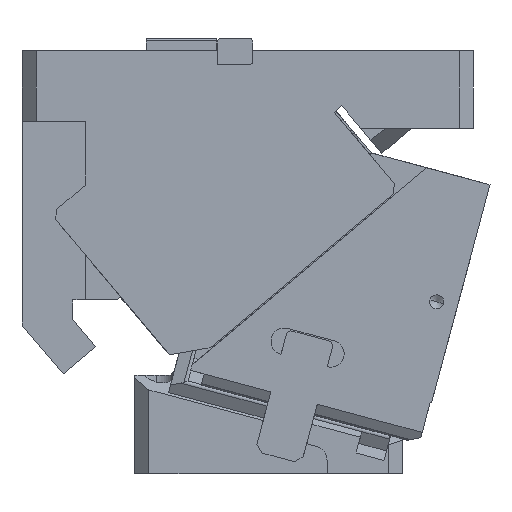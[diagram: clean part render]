
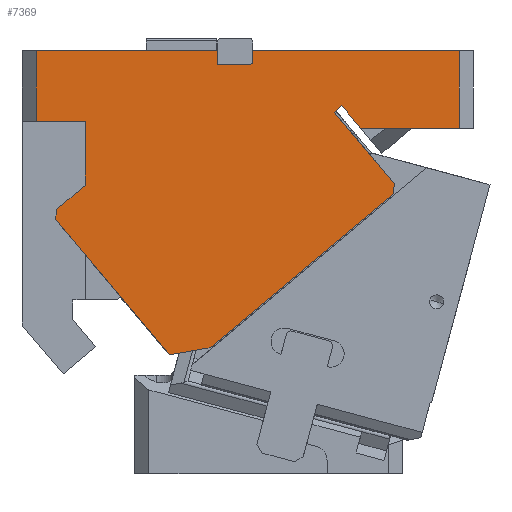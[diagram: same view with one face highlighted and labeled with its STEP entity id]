
A CAD part, front view. The second image highlights one B-rep face of the part: STEP entity #7369.
In plain terms, the highlighted planar face has unit normal (0, -1, 0).
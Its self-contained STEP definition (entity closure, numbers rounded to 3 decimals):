
#524=CARTESIAN_POINT('Vertex',(-310.,-110.,185.)) ;
#527=CARTESIAN_POINT('Line Origine',(-245.75,-110.,185.)) ;
#531=CARTESIAN_POINT('Vertex',(-181.5,-110.,185.)) ;
#809=CARTESIAN_POINT('Vertex',(-310.,-110.,135.)) ;
#812=CARTESIAN_POINT('Line Origine',(-310.,-110.,160.)) ;
#901=CARTESIAN_POINT('Vertex',(-275.,-110.,89.725)) ;
#904=CARTESIAN_POINT('Line Origine',(-275.,-110.,112.363)) ;
#908=CARTESIAN_POINT('Vertex',(-275.,-110.,135.)) ;
#1446=CARTESIAN_POINT('Vertex',(-295.508,-110.,72.517)) ;
#1449=CARTESIAN_POINT('Line Origine',(-285.254,-110.,81.121)) ;
#2009=CARTESIAN_POINT('Vertex',(-79.919,-110.,130.)) ;
#2012=CARTESIAN_POINT('Line Origine',(-86.602,-110.,137.964)) ;
#2016=CARTESIAN_POINT('Vertex',(-93.285,-110.,145.929)) ;
#2454=CARTESIAN_POINT('Vertex',(-296.124,-110.,65.473)) ;
#2457=CARTESIAN_POINT('Line Origine',(-295.816,-110.,68.995)) ;
#4406=CARTESIAN_POINT('Vertex',(-10.,-110.,130.)) ;
#4420=CARTESIAN_POINT('Vertex',(-10.,-110.,185.)) ;
#4423=CARTESIAN_POINT('Line Origine',(-10.,-110.,157.5)) ;
#4488=CARTESIAN_POINT('Vertex',(-98.724,-110.,141.365)) ;
#4491=CARTESIAN_POINT('Line Origine',(-77.431,-110.,115.99)) ;
#4495=CARTESIAN_POINT('Vertex',(-56.139,-110.,90.614)) ;
#4525=CARTESIAN_POINT('Vertex',(-186.737,-110.,-25.498)) ;
#4541=CARTESIAN_POINT('Vertex',(-56.755,-110.,83.57)) ;
#4544=CARTESIAN_POINT('Line Origine',(-121.746,-110.,29.036)) ;
#5827=CARTESIAN_POINT('Line Origine',(-56.17,-110.,90.262)) ;
#5831=CARTESIAN_POINT('Vertex',(-56.201,-110.,89.91)) ;
#5834=CARTESIAN_POINT('Line Origine',(-56.478,-110.,86.74)) ;
#5859=CARTESIAN_POINT('Vertex',(-159.484,-110.,175.)) ;
#5862=CARTESIAN_POINT('Line Origine',(-157.992,-110.,175.543)) ;
#5866=CARTESIAN_POINT('Vertex',(-156.5,-110.,176.086)) ;
#5886=CARTESIAN_POINT('Line Origine',(-201.134,-110.,-28.036)) ;
#5890=CARTESIAN_POINT('Vertex',(-215.531,-110.,-30.575)) ;
#6697=CARTESIAN_POINT('Line Origine',(-156.5,-110.,180.543)) ;
#6701=CARTESIAN_POINT('Vertex',(-156.5,-110.,185.)) ;
#6738=CARTESIAN_POINT('Vertex',(-181.5,-110.,175.)) ;
#6741=CARTESIAN_POINT('Line Origine',(-170.492,-110.,175.)) ;
#6794=CARTESIAN_POINT('Line Origine',(-96.004,-110.,143.647)) ;
#6957=CARTESIAN_POINT('Line Origine',(-44.96,-110.,130.)) ;
#7001=CARTESIAN_POINT('Line Origine',(-83.25,-110.,185.)) ;
#7137=CARTESIAN_POINT('Line Origine',(-255.828,-110.,17.449)) ;
#7324=CARTESIAN_POINT('Line Origine',(-181.5,-110.,180.)) ;
#7336=CARTESIAN_POINT('Axis2P3D Location',(-94.419,-110.,14.11)) ;
#7341=CARTESIAN_POINT('Line Origine',(-292.5,-110.,135.)) ;
#528=DIRECTION('Vector Direction',(-1.,0.,0.)) ;
#813=DIRECTION('Vector Direction',(0.,0.,-1.)) ;
#905=DIRECTION('Vector Direction',(0.,0.,-1.)) ;
#1450=DIRECTION('Vector Direction',(-0.766,0.,-0.643)) ;
#2013=DIRECTION('Vector Direction',(0.643,0.,-0.766)) ;
#2458=DIRECTION('Vector Direction',(-0.087,0.,-0.996)) ;
#4424=DIRECTION('Vector Direction',(0.,0.,1.)) ;
#4492=DIRECTION('Vector Direction',(-0.643,0.,0.766)) ;
#4545=DIRECTION('Vector Direction',(0.766,0.,0.643)) ;
#5828=DIRECTION('Vector Direction',(-0.087,0.,-0.996)) ;
#5835=DIRECTION('Vector Direction',(0.087,0.,0.996)) ;
#5863=DIRECTION('Vector Direction',(0.94,0.,0.342)) ;
#5887=DIRECTION('Vector Direction',(-0.985,0.,-0.174)) ;
#6698=DIRECTION('Vector Direction',(0.,0.,-1.)) ;
#6742=DIRECTION('Vector Direction',(-1.,0.,0.)) ;
#6795=DIRECTION('Vector Direction',(-0.766,0.,-0.643)) ;
#6958=DIRECTION('Vector Direction',(1.,0.,0.)) ;
#7002=DIRECTION('Vector Direction',(-1.,0.,0.)) ;
#7138=DIRECTION('Vector Direction',(-0.643,0.,0.766)) ;
#7325=DIRECTION('Vector Direction',(0.,0.,-1.)) ;
#7337=DIRECTION('Axis2P3D Direction',(0.,1.,0.)) ;
#7338=DIRECTION('Axis2P3D XDirection',(0.766,0.,0.643)) ;
#7342=DIRECTION('Vector Direction',(1.,0.,0.)) ;
#7339=AXIS2_PLACEMENT_3D('Plane Axis2P3D',#7336,#7337,#7338) ;
#7347=ORIENTED_EDGE('',*,*,#4548,.T.) ;
#7348=ORIENTED_EDGE('',*,*,#5838,.T.) ;
#7349=ORIENTED_EDGE('',*,*,#5833,.F.) ;
#7350=ORIENTED_EDGE('',*,*,#4497,.T.) ;
#7351=ORIENTED_EDGE('',*,*,#6798,.F.) ;
#7352=ORIENTED_EDGE('',*,*,#2018,.T.) ;
#7353=ORIENTED_EDGE('',*,*,#6961,.T.) ;
#7354=ORIENTED_EDGE('',*,*,#4427,.T.) ;
#7355=ORIENTED_EDGE('',*,*,#7005,.T.) ;
#7356=ORIENTED_EDGE('',*,*,#6703,.T.) ;
#7357=ORIENTED_EDGE('',*,*,#5868,.F.) ;
#7358=ORIENTED_EDGE('',*,*,#6745,.T.) ;
#7359=ORIENTED_EDGE('',*,*,#7328,.F.) ;
#7360=ORIENTED_EDGE('',*,*,#533,.T.) ;
#7361=ORIENTED_EDGE('',*,*,#816,.T.) ;
#7362=ORIENTED_EDGE('',*,*,#7345,.T.) ;
#7363=ORIENTED_EDGE('',*,*,#910,.T.) ;
#7364=ORIENTED_EDGE('',*,*,#1453,.T.) ;
#7365=ORIENTED_EDGE('',*,*,#2461,.T.) ;
#7366=ORIENTED_EDGE('',*,*,#7141,.F.) ;
#7367=ORIENTED_EDGE('',*,*,#5892,.F.) ;
#529=VECTOR('Line Direction',#528,1.) ;
#814=VECTOR('Line Direction',#813,1.) ;
#906=VECTOR('Line Direction',#905,1.) ;
#1451=VECTOR('Line Direction',#1450,1.) ;
#2014=VECTOR('Line Direction',#2013,1.) ;
#2459=VECTOR('Line Direction',#2458,1.) ;
#4425=VECTOR('Line Direction',#4424,1.) ;
#4493=VECTOR('Line Direction',#4492,1.) ;
#4546=VECTOR('Line Direction',#4545,1.) ;
#5829=VECTOR('Line Direction',#5828,1.) ;
#5836=VECTOR('Line Direction',#5835,1.) ;
#5864=VECTOR('Line Direction',#5863,1.) ;
#5888=VECTOR('Line Direction',#5887,1.) ;
#6699=VECTOR('Line Direction',#6698,1.) ;
#6743=VECTOR('Line Direction',#6742,1.) ;
#6796=VECTOR('Line Direction',#6795,1.) ;
#6959=VECTOR('Line Direction',#6958,1.) ;
#7003=VECTOR('Line Direction',#7002,1.) ;
#7139=VECTOR('Line Direction',#7138,1.) ;
#7326=VECTOR('Line Direction',#7325,1.) ;
#7343=VECTOR('Line Direction',#7342,1.) ;
#7369=ADVANCED_FACE('CAM HOLDER',(#7368),#7340,.F.) ;
#533=EDGE_CURVE('',#532,#525,#530,.T.) ;
#816=EDGE_CURVE('',#525,#810,#815,.T.) ;
#910=EDGE_CURVE('',#909,#902,#907,.T.) ;
#1453=EDGE_CURVE('',#902,#1447,#1452,.T.) ;
#2018=EDGE_CURVE('',#2017,#2010,#2015,.T.) ;
#2461=EDGE_CURVE('',#1447,#2455,#2460,.T.) ;
#4427=EDGE_CURVE('',#4407,#4421,#4426,.T.) ;
#4497=EDGE_CURVE('',#4496,#4489,#4494,.T.) ;
#4548=EDGE_CURVE('',#4526,#4542,#4547,.T.) ;
#5833=EDGE_CURVE('',#4496,#5832,#5830,.T.) ;
#5838=EDGE_CURVE('',#4542,#5832,#5837,.T.) ;
#5868=EDGE_CURVE('',#5860,#5867,#5865,.T.) ;
#5892=EDGE_CURVE('',#4526,#5891,#5889,.T.) ;
#6703=EDGE_CURVE('',#6702,#5867,#6700,.T.) ;
#6745=EDGE_CURVE('',#5860,#6739,#6744,.T.) ;
#6798=EDGE_CURVE('',#2017,#4489,#6797,.T.) ;
#6961=EDGE_CURVE('',#2010,#4407,#6960,.T.) ;
#7005=EDGE_CURVE('',#4421,#6702,#7004,.T.) ;
#7141=EDGE_CURVE('',#5891,#2455,#7140,.T.) ;
#7328=EDGE_CURVE('',#532,#6739,#7327,.T.) ;
#7345=EDGE_CURVE('',#810,#909,#7344,.T.) ;
#7346=EDGE_LOOP('',(#7347,#7348,#7349,#7350,#7351,#7352,#7353,#7354,#7355,#7356,#7357,#7358,#7359,#7360,#7361,#7362,#7363,#7364,#7365,#7366,#7367)) ;
#7368=FACE_OUTER_BOUND('',#7346,.T.) ;
#530=LINE('Line',#527,#529) ;
#815=LINE('Line',#812,#814) ;
#907=LINE('Line',#904,#906) ;
#1452=LINE('Line',#1449,#1451) ;
#2015=LINE('Line',#2012,#2014) ;
#2460=LINE('Line',#2457,#2459) ;
#4426=LINE('Line',#4423,#4425) ;
#4494=LINE('Line',#4491,#4493) ;
#4547=LINE('Line',#4544,#4546) ;
#5830=LINE('Line',#5827,#5829) ;
#5837=LINE('Line',#5834,#5836) ;
#5865=LINE('Line',#5862,#5864) ;
#5889=LINE('Line',#5886,#5888) ;
#6700=LINE('Line',#6697,#6699) ;
#6744=LINE('Line',#6741,#6743) ;
#6797=LINE('Line',#6794,#6796) ;
#6960=LINE('Line',#6957,#6959) ;
#7004=LINE('Line',#7001,#7003) ;
#7140=LINE('Line',#7137,#7139) ;
#7327=LINE('Line',#7324,#7326) ;
#7344=LINE('Line',#7341,#7343) ;
#7340=PLANE('Plane',#7339) ;
#525=VERTEX_POINT('',#524) ;
#532=VERTEX_POINT('',#531) ;
#810=VERTEX_POINT('',#809) ;
#902=VERTEX_POINT('',#901) ;
#909=VERTEX_POINT('',#908) ;
#1447=VERTEX_POINT('',#1446) ;
#2010=VERTEX_POINT('',#2009) ;
#2017=VERTEX_POINT('',#2016) ;
#2455=VERTEX_POINT('',#2454) ;
#4407=VERTEX_POINT('',#4406) ;
#4421=VERTEX_POINT('',#4420) ;
#4489=VERTEX_POINT('',#4488) ;
#4496=VERTEX_POINT('',#4495) ;
#4526=VERTEX_POINT('',#4525) ;
#4542=VERTEX_POINT('',#4541) ;
#5832=VERTEX_POINT('',#5831) ;
#5860=VERTEX_POINT('',#5859) ;
#5867=VERTEX_POINT('',#5866) ;
#5891=VERTEX_POINT('',#5890) ;
#6702=VERTEX_POINT('',#6701) ;
#6739=VERTEX_POINT('',#6738) ;
